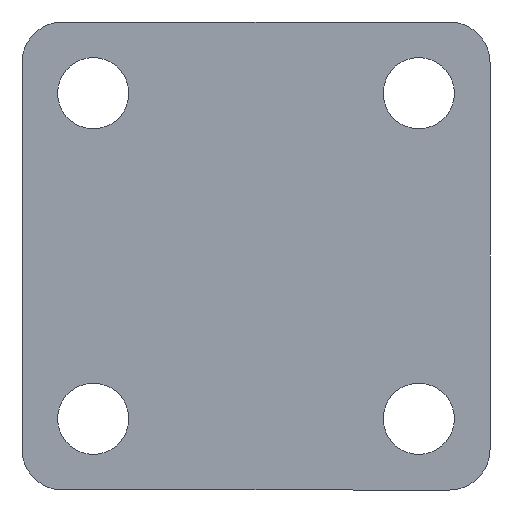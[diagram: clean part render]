
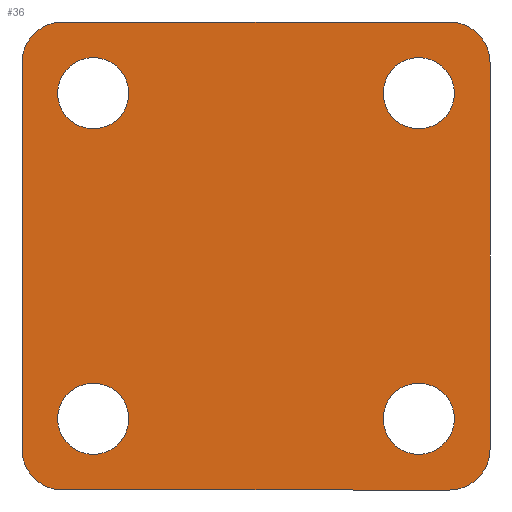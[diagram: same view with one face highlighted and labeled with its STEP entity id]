
A CAD part, front view. The second image highlights one B-rep face of the part: STEP entity #36.
In plain terms, the highlighted planar face has unit normal (0, -1, 0).
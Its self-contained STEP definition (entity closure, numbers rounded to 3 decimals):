
#4 = ORIENTED_EDGE ( 'NONE', *, *, #485, .T. ) ;
#9 = DIRECTION ( 'NONE',  ( 1., 0., 0. ) ) ;
#12 = CIRCLE ( 'NONE', #260, 2. ) ;
#13 = DIRECTION ( 'NONE',  ( 0., 0., -1. ) ) ;
#16 = AXIS2_PLACEMENT_3D ( 'NONE', #329, #626, #569 ) ;
#30 = CARTESIAN_POINT ( 'NONE',  ( 8., 0., 9.75 ) ) ;
#36 = ADVANCED_FACE ( 'NONE', ( #270, #391, #630, #327, #152 ), #740, .F. ) ;
#38 = CARTESIAN_POINT ( 'NONE',  ( 11.5, 0., -9.5 ) ) ;
#43 = CARTESIAN_POINT ( 'NONE',  ( 8., 0., 8. ) ) ;
#46 = DIRECTION ( 'NONE',  ( 0., 0., 1. ) ) ;
#61 = CIRCLE ( 'NONE', #406, 1.75 ) ;
#63 = CARTESIAN_POINT ( 'NONE',  ( 11.5, 0., 9.5 ) ) ;
#75 = EDGE_CURVE ( 'NONE', #378, #503, #224, .T. ) ;
#77 = EDGE_LOOP ( 'NONE', ( #4, #614 ) ) ;
#82 = VERTEX_POINT ( 'NONE', #218 ) ;
#91 = CARTESIAN_POINT ( 'NONE',  ( 0., 0., 0. ) ) ;
#93 = CARTESIAN_POINT ( 'NONE',  ( -8., 0., 8. ) ) ;
#107 = CARTESIAN_POINT ( 'NONE',  ( -8., 0., -8. ) ) ;
#120 = DIRECTION ( 'NONE',  ( 0., 0., 1. ) ) ;
#125 = CARTESIAN_POINT ( 'NONE',  ( -9.5, 0., 9.5 ) ) ;
#133 = EDGE_CURVE ( 'NONE', #548, #424, #296, .T. ) ;
#134 = LINE ( 'NONE', #139, #575 ) ;
#136 = AXIS2_PLACEMENT_3D ( 'NONE', #43, #693, #166 ) ;
#138 = CIRCLE ( 'NONE', #639, 2. ) ;
#139 = CARTESIAN_POINT ( 'NONE',  ( 11.5, 0., 11.5 ) ) ;
#145 = CARTESIAN_POINT ( 'NONE',  ( 11.5, 0., 11.5 ) ) ;
#148 = VERTEX_POINT ( 'NONE', #63 ) ;
#152 = FACE_BOUND ( 'NONE', #259, .T. ) ;
#153 = VERTEX_POINT ( 'NONE', #183 ) ;
#157 = CARTESIAN_POINT ( 'NONE',  ( 8., 0., -6.25 ) ) ;
#158 = EDGE_CURVE ( 'NONE', #617, #268, #370, .T. ) ;
#161 = DIRECTION ( 'NONE',  ( 0., 0., 1. ) ) ;
#163 = AXIS2_PLACEMENT_3D ( 'NONE', #417, #168, #120 ) ;
#166 = DIRECTION ( 'NONE',  ( 0., 0., 1. ) ) ;
#167 = DIRECTION ( 'NONE',  ( 0., 1., 0. ) ) ;
#168 = DIRECTION ( 'NONE',  ( 0., -1., 0. ) ) ;
#171 = DIRECTION ( 'NONE',  ( 0., 0., -1. ) ) ;
#177 = DIRECTION ( 'NONE',  ( 0., 0., 1. ) ) ;
#179 = LINE ( 'NONE', #533, #249 ) ;
#180 = CARTESIAN_POINT ( 'NONE',  ( 8., 0., -8. ) ) ;
#183 = CARTESIAN_POINT ( 'NONE',  ( -11.5, 0., -9.5 ) ) ;
#188 = VERTEX_POINT ( 'NONE', #467 ) ;
#202 = DIRECTION ( 'NONE',  ( 0., 0., -1. ) ) ;
#204 = EDGE_CURVE ( 'NONE', #268, #617, #209, .T. ) ;
#209 = CIRCLE ( 'NONE', #714, 1.75 ) ;
#214 = VERTEX_POINT ( 'NONE', #696 ) ;
#218 = CARTESIAN_POINT ( 'NONE',  ( -9.5, 0., -11.5 ) ) ;
#224 = CIRCLE ( 'NONE', #136, 1.75 ) ;
#235 = DIRECTION ( 'NONE',  ( 0., 1., 0. ) ) ;
#246 = DIRECTION ( 'NONE',  ( -1., 0., 0. ) ) ;
#249 = VECTOR ( 'NONE', #409, 1000. ) ;
#254 = CARTESIAN_POINT ( 'NONE',  ( 9.5, 0., 9.5 ) ) ;
#259 = EDGE_LOOP ( 'NONE', ( #567, #658 ) ) ;
#260 = AXIS2_PLACEMENT_3D ( 'NONE', #254, #490, #483 ) ;
#263 = EDGE_CURVE ( 'NONE', #444, #431, #638, .T. ) ;
#264 = ORIENTED_EDGE ( 'NONE', *, *, #289, .T. ) ;
#268 = VERTEX_POINT ( 'NONE', #672 ) ;
#270 = FACE_OUTER_BOUND ( 'NONE', #449, .T. ) ;
#271 = EDGE_CURVE ( 'NONE', #297, #214, #134, .T. ) ;
#272 = AXIS2_PLACEMENT_3D ( 'NONE', #91, #627, #46 ) ;
#289 = EDGE_CURVE ( 'NONE', #148, #214, #12, .T. ) ;
#296 = CIRCLE ( 'NONE', #163, 2. ) ;
#297 = VERTEX_POINT ( 'NONE', #722 ) ;
#298 = VECTOR ( 'NONE', #595, 1000. ) ;
#301 = ORIENTED_EDGE ( 'NONE', *, *, #263, .T. ) ;
#304 = ORIENTED_EDGE ( 'NONE', *, *, #362, .F. ) ;
#308 = EDGE_LOOP ( 'NONE', ( #301, #584 ) ) ;
#310 = CIRCLE ( 'NONE', #677, 1.75 ) ;
#316 = EDGE_CURVE ( 'NONE', #548, #82, #726, .T. ) ;
#319 = LINE ( 'NONE', #145, #298 ) ;
#322 = AXIS2_PLACEMENT_3D ( 'NONE', #180, #537, #202 ) ;
#327 = FACE_BOUND ( 'NONE', #77, .T. ) ;
#329 = CARTESIAN_POINT ( 'NONE',  ( -9.5, 0., -9.5 ) ) ;
#332 = VECTOR ( 'NONE', #246, 1000. ) ;
#347 = CARTESIAN_POINT ( 'NONE',  ( 9.5, 0., -11.5 ) ) ;
#362 = EDGE_CURVE ( 'NONE', #148, #424, #319, .T. ) ;
#364 = DIRECTION ( 'NONE',  ( 0., -1., 0. ) ) ;
#370 = CIRCLE ( 'NONE', #466, 1.75 ) ;
#373 = VERTEX_POINT ( 'NONE', #661 ) ;
#378 = VERTEX_POINT ( 'NONE', #30 ) ;
#389 = ORIENTED_EDGE ( 'NONE', *, *, #743, .T. ) ;
#391 = FACE_BOUND ( 'NONE', #716, .T. ) ;
#397 = EDGE_CURVE ( 'NONE', #153, #82, #616, .T. ) ;
#400 = CARTESIAN_POINT ( 'NONE',  ( -8., 0., -6.25 ) ) ;
#406 = AXIS2_PLACEMENT_3D ( 'NONE', #93, #497, #735 ) ;
#407 = EDGE_CURVE ( 'NONE', #373, #729, #61, .T. ) ;
#409 = DIRECTION ( 'NONE',  ( 0., 0., 1. ) ) ;
#416 = DIRECTION ( 'NONE',  ( 0., 1., 0. ) ) ;
#417 = CARTESIAN_POINT ( 'NONE',  ( 9.5, 0., -9.5 ) ) ;
#424 = VERTEX_POINT ( 'NONE', #38 ) ;
#430 = CARTESIAN_POINT ( 'NONE',  ( 11.5, 0., -11.5 ) ) ;
#431 = VERTEX_POINT ( 'NONE', #157 ) ;
#444 = VERTEX_POINT ( 'NONE', #511 ) ;
#449 = EDGE_LOOP ( 'NONE', ( #304, #264, #531, #389, #484, #674, #761, #731 ) ) ;
#452 = CARTESIAN_POINT ( 'NONE',  ( 8., 0., 8. ) ) ;
#460 = DIRECTION ( 'NONE',  ( 0., 0., 1. ) ) ;
#466 = AXIS2_PLACEMENT_3D ( 'NONE', #107, #636, #177 ) ;
#467 = CARTESIAN_POINT ( 'NONE',  ( -11.5, 0., 9.5 ) ) ;
#483 = DIRECTION ( 'NONE',  ( 0., 0., 1. ) ) ;
#484 = ORIENTED_EDGE ( 'NONE', *, *, #611, .F. ) ;
#485 = EDGE_CURVE ( 'NONE', #503, #378, #577, .T. ) ;
#489 = CARTESIAN_POINT ( 'NONE',  ( -8., 0., 8. ) ) ;
#490 = DIRECTION ( 'NONE',  ( 0., -1., 0. ) ) ;
#497 = DIRECTION ( 'NONE',  ( 0., 1., 0. ) ) ;
#503 = VERTEX_POINT ( 'NONE', #517 ) ;
#511 = CARTESIAN_POINT ( 'NONE',  ( 8., 0., -9.75 ) ) ;
#517 = CARTESIAN_POINT ( 'NONE',  ( 8., 0., 6.25 ) ) ;
#522 = EDGE_CURVE ( 'NONE', #431, #444, #310, .T. ) ;
#531 = ORIENTED_EDGE ( 'NONE', *, *, #271, .F. ) ;
#533 = CARTESIAN_POINT ( 'NONE',  ( -11.5, 0., 11.5 ) ) ;
#537 = DIRECTION ( 'NONE',  ( 0., 1., 0. ) ) ;
#548 = VERTEX_POINT ( 'NONE', #347 ) ;
#554 = AXIS2_PLACEMENT_3D ( 'NONE', #452, #686, #161 ) ;
#567 = ORIENTED_EDGE ( 'NONE', *, *, #407, .T. ) ;
#569 = DIRECTION ( 'NONE',  ( 0., 0., 1. ) ) ;
#575 = VECTOR ( 'NONE', #9, 1000. ) ;
#577 = CIRCLE ( 'NONE', #554, 1.75 ) ;
#584 = ORIENTED_EDGE ( 'NONE', *, *, #522, .T. ) ;
#585 = CARTESIAN_POINT ( 'NONE',  ( 8., 0., -8. ) ) ;
#587 = ORIENTED_EDGE ( 'NONE', *, *, #204, .T. ) ;
#595 = DIRECTION ( 'NONE',  ( 0., 0., -1. ) ) ;
#597 = CARTESIAN_POINT ( 'NONE',  ( -8., 0., 9.75 ) ) ;
#599 = DIRECTION ( 'NONE',  ( 0., 0., 1. ) ) ;
#604 = CIRCLE ( 'NONE', #690, 1.75 ) ;
#611 = EDGE_CURVE ( 'NONE', #153, #188, #179, .T. ) ;
#614 = ORIENTED_EDGE ( 'NONE', *, *, #75, .T. ) ;
#616 = CIRCLE ( 'NONE', #16, 2. ) ;
#617 = VERTEX_POINT ( 'NONE', #400 ) ;
#626 = DIRECTION ( 'NONE',  ( 0., -1., 0. ) ) ;
#627 = DIRECTION ( 'NONE',  ( 0., 1., 0. ) ) ;
#630 = FACE_BOUND ( 'NONE', #308, .T. ) ;
#636 = DIRECTION ( 'NONE',  ( 0., 1., 0. ) ) ;
#638 = CIRCLE ( 'NONE', #322, 1.75 ) ;
#639 = AXIS2_PLACEMENT_3D ( 'NONE', #125, #364, #599 ) ;
#658 = ORIENTED_EDGE ( 'NONE', *, *, #762, .T. ) ;
#661 = CARTESIAN_POINT ( 'NONE',  ( -8., 0., 6.25 ) ) ;
#672 = CARTESIAN_POINT ( 'NONE',  ( -8., 0., -9.75 ) ) ;
#674 = ORIENTED_EDGE ( 'NONE', *, *, #397, .T. ) ;
#677 = AXIS2_PLACEMENT_3D ( 'NONE', #585, #167, #171 ) ;
#686 = DIRECTION ( 'NONE',  ( 0., 1., 0. ) ) ;
#690 = AXIS2_PLACEMENT_3D ( 'NONE', #489, #416, #13 ) ;
#693 = DIRECTION ( 'NONE',  ( 0., 1., 0. ) ) ;
#696 = CARTESIAN_POINT ( 'NONE',  ( 9.5, 0., 11.5 ) ) ;
#714 = AXIS2_PLACEMENT_3D ( 'NONE', #764, #235, #460 ) ;
#716 = EDGE_LOOP ( 'NONE', ( #587, #734 ) ) ;
#722 = CARTESIAN_POINT ( 'NONE',  ( -9.5, 0., 11.5 ) ) ;
#726 = LINE ( 'NONE', #430, #332 ) ;
#729 = VERTEX_POINT ( 'NONE', #597 ) ;
#731 = ORIENTED_EDGE ( 'NONE', *, *, #133, .T. ) ;
#734 = ORIENTED_EDGE ( 'NONE', *, *, #158, .T. ) ;
#735 = DIRECTION ( 'NONE',  ( 0., 0., -1. ) ) ;
#740 = PLANE ( 'NONE',  #272 ) ;
#743 = EDGE_CURVE ( 'NONE', #297, #188, #138, .T. ) ;
#761 = ORIENTED_EDGE ( 'NONE', *, *, #316, .F. ) ;
#762 = EDGE_CURVE ( 'NONE', #729, #373, #604, .T. ) ;
#764 = CARTESIAN_POINT ( 'NONE',  ( -8., 0., -8. ) ) ;
